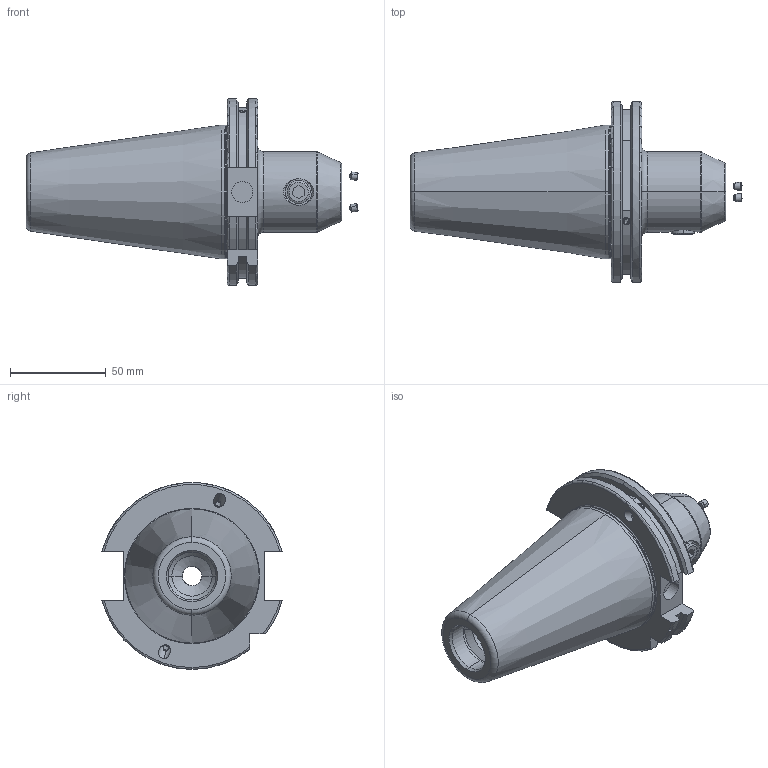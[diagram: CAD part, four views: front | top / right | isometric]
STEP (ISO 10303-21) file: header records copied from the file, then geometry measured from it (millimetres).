
FILE_DESCRIPTION (( 'STEP AP203' ), '1' );
FILE_NAME ('SK50 EK 12 063 FTC WW.STEP', '2014-09-03T13:32:30', ( 'FALCON' ), ( '' ), 'SwSTEP 2.0', 'SolidWorks 2009', '' );
FILE_SCHEMA (( 'CONFIG_CONTROL_DESIGN' ));
Length unit declared in the file: millimetre
Products named in the file (4): SK50 EK 12 063 FTC WW; M12X16_ISO 4026 - M12 x 12-N; Copy of M4X4_DIN 913 - M4 x 4-N
Assembly tree (6 placements, depth 2):
  SK50 EK 12 063 FTC WW
    Copy of M4X4_DIN 913 - M4 x 4-N  x4
    M12X16_ISO 4026 - M12 x 12-N
    SK50 EK 12 063 FTC WW
Bounding box: 173.21 x 94.05 x 97.5 mm (x, y, z)
Volume: 384158.5 mm3; surface area: 52447.2 mm2
Topology: 6 solids, 6 shells, 212 faces, 513 edges, 321 vertices
Faces by surface type: plane 77, cylinder 69, cone 44, torus 22
Entity records: 6032 total; most frequent: CARTESIAN_POINT 1580, DIRECTION 846, ORIENTED_EDGE 834, EDGE_CURVE 417, AXIS2_PLACEMENT_3D 337, VERTEX_POINT 261, EDGE_LOOP 188, VECTOR 172
